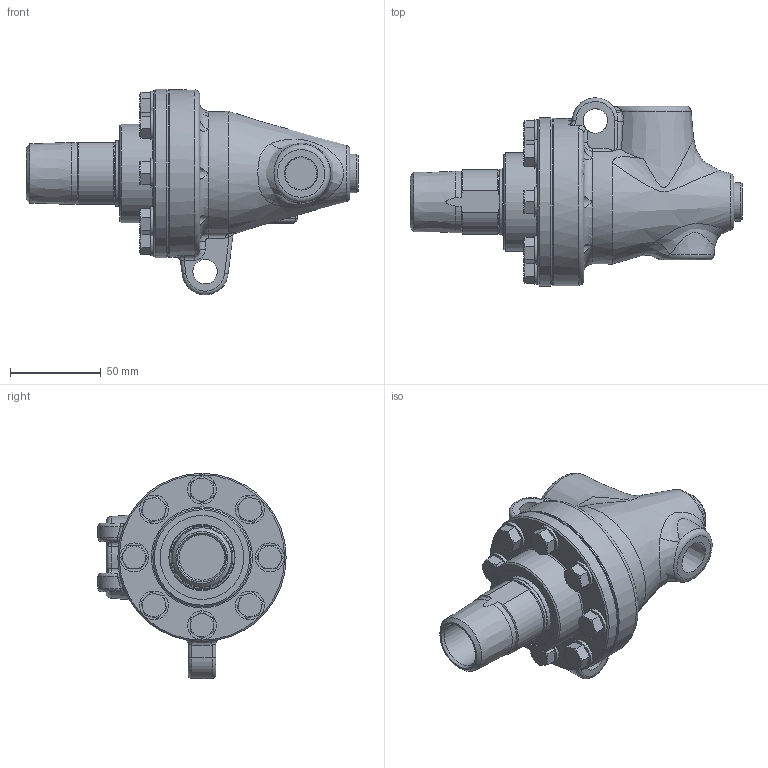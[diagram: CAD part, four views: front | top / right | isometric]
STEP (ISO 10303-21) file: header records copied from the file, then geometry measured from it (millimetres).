
FILE_DESCRIPTION(/* description */ (''),/* implementation_level */ '2;1');
FILE_NAME(/* name */ 'BC-54000-16-51-IC.stp',/* time_stamp */ '2020-05-18T15:19:44-05:00',/* author */ ('Moorera'),/* organization */ (''),/* preprocessor_version */ 'ST-DEVELOPER v18.1',/* originating_system */ 'Autodesk Inventor 2020',/* authorisation */ '');
FILE_SCHEMA (('AUTOMOTIVE_DESIGN { 1 0 10303 214 3 1 1 }'));
Length unit declared in the file: millimetre
Products named in the file (1): BC-54000-16-51-IC
Bounding box: 182.46 x 103.45 x 112.9 mm (x, y, z)
Volume: 473917.5 mm3; surface area: 66657.4 mm2
Topology: 1 solids, 10 shells, 810 faces, 2021 edges, 1295 vertices
Faces by surface type: plane 376, bspline 200, cylinder 113, cone 93, torus 26, sphere 2
Full cylindrical faces by diameter (mm): 6.401 x8, 7.938 x8, 8.4 x8, 8.6 x8, 8.738 x8, 12.7 x8, 13.5 x3, 15.875 x8, 17.475 x1, 25 x1, 28.575 x1, 35.8 x1, 36.35 x1, 46.1 x2, 47.4 x1, 54 x1, 91.9 x1, 92.2 x1, 92.5 x1
Entity records: 29538 total; most frequent: CARTESIAN_POINT 10922, ORIENTED_EDGE 4028, DIRECTION 3264, EDGE_CURVE 2014, VERTEX_POINT 1295, AXIS2_PLACEMENT_3D 1170, LINE 924, VECTOR 924
